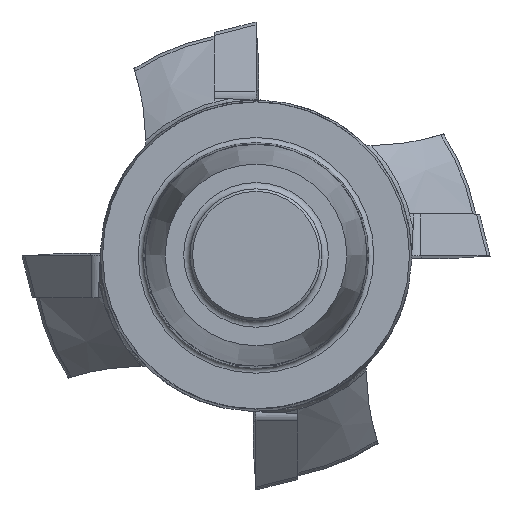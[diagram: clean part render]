
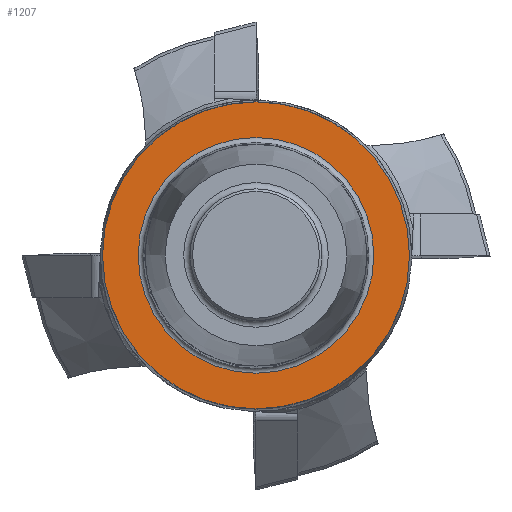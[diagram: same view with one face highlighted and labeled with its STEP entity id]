
A CAD part, top view. The second image highlights one B-rep face of the part: STEP entity #1207.
In plain terms, the highlighted planar face has unit normal (0, 0, 1).
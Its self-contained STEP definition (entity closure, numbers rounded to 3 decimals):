
#1207=ADVANCED_FACE('',(#1762,#1763),#1473,.F.);
#1473=PLANE('',#5676);
#1648=CIRCLE('',#5673,12.1);
#1649=CIRCLE('',#5675,9.292);
#1762=FACE_BOUND('',#1939,.T.);
#1763=FACE_BOUND('',#1940,.T.);
#1939=EDGE_LOOP('',(#2619));
#1940=EDGE_LOOP('',(#2620));
#2619=ORIENTED_EDGE('',*,*,#4577,.T.);
#2620=ORIENTED_EDGE('',*,*,#4576,.F.);
#3986=VERTEX_POINT('',#9004);
#3987=VERTEX_POINT('',#9007);
#4576=EDGE_CURVE('',#3986,#3986,#1648,.T.);
#4577=EDGE_CURVE('',#3987,#3987,#1649,.T.);
#5673=AXIS2_PLACEMENT_3D('',#9003,#6409,#6410);
#5675=AXIS2_PLACEMENT_3D('',#9006,#6413,#6414);
#5676=AXIS2_PLACEMENT_3D('',#9008,#6415,#6416);
#6409=DIRECTION('',(0.,0.,-1.));
#6410=DIRECTION('',(1.,0.,0.));
#6413=DIRECTION('',(0.,0.,-1.));
#6414=DIRECTION('',(1.,0.,0.));
#6415=DIRECTION('',(0.,0.,-1.));
#6416=DIRECTION('',(1.,0.,0.));
#9003=CARTESIAN_POINT('',(0.,0.,0.));
#9004=CARTESIAN_POINT('',(12.1,0.,0.));
#9006=CARTESIAN_POINT('',(0.,0.,0.));
#9007=CARTESIAN_POINT('',(9.292,0.,0.));
#9008=CARTESIAN_POINT('',(8.907,0.,0.));
